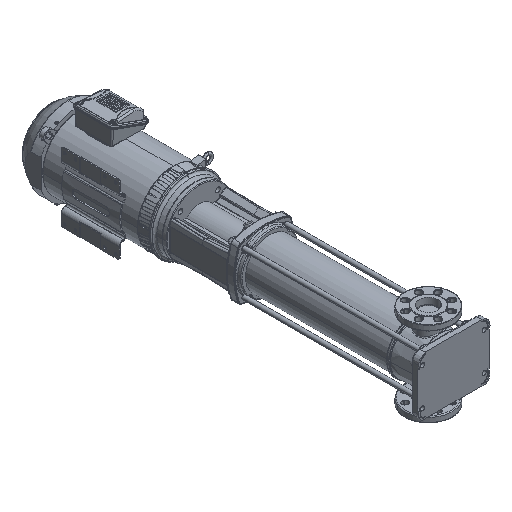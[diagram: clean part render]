
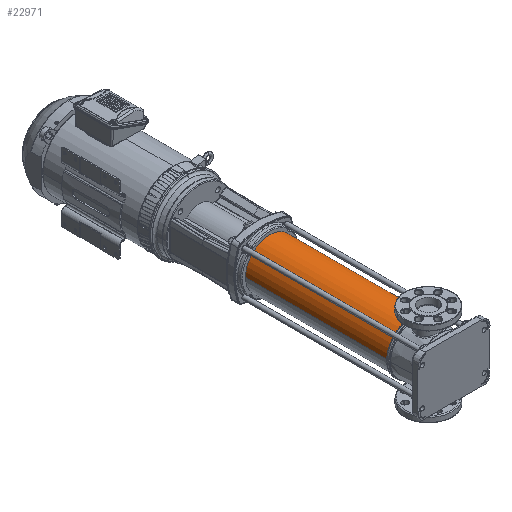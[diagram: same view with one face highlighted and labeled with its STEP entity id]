
A CAD part, isometric view. The second image highlights one B-rep face of the part: STEP entity #22971.
In plain terms, the highlighted cylindrical face has radius 85.35 mm (diameter 170.7 mm), a partial arc.
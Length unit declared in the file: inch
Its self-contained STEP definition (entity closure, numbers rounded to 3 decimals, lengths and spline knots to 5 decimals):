
#12207 = DIRECTION ( 'NONE',  ( 0., 1., 0. ) ) ;
#16208 = CARTESIAN_POINT ( 'NONE',  ( 0., 2.20472, 3.36024 ) ) ;
#16281 = AXIS2_PLACEMENT_3D ( 'NONE', #125308, #12207, #141146 ) ;
#20971 = AXIS2_PLACEMENT_3D ( 'NONE', #114185, #45849, #115113 ) ;
#21161 = CARTESIAN_POINT ( 'NONE',  ( 0., 21.74016, 3.36024 ) ) ;
#22971 = ADVANCED_FACE ( 'NONE', ( #25296 ), #39265, .T. ) ;
#24295 = DIRECTION ( 'NONE',  ( 0., -1., 0. ) ) ;
#25296 = FACE_OUTER_BOUND ( 'NONE', #184282, .T. ) ;
#39024 = EDGE_CURVE ( 'NONE', #41692, #126351, #176090, .T. ) ;
#39186 = DIRECTION ( 'NONE',  ( 0., 0., 1. ) ) ;
#39265 = CYLINDRICAL_SURFACE ( 'NONE', #16281, 3.36024 ) ;
#41692 = VERTEX_POINT ( 'NONE', #44971 ) ;
#41821 = EDGE_CURVE ( 'NONE', #45702, #104616, #146143, .T. ) ;
#44971 = CARTESIAN_POINT ( 'NONE',  ( 0., 2.20472, -3.36024 ) ) ;
#45702 = VERTEX_POINT ( 'NONE', #16208 ) ;
#45849 = DIRECTION ( 'NONE',  ( 0., 1., 0. ) ) ;
#47085 = CARTESIAN_POINT ( 'NONE',  ( 0., 1.70079, -3.36024 ) ) ;
#54151 = CARTESIAN_POINT ( 'NONE',  ( 0., 21.74016, 0. ) ) ;
#70119 = VECTOR ( 'NONE', #75125, 39.37008 ) ;
#75125 = DIRECTION ( 'NONE',  ( 0., 1., 0. ) ) ;
#75800 = ORIENTED_EDGE ( 'NONE', *, *, #108213, .T. ) ;
#75985 = EDGE_CURVE ( 'NONE', #41692, #45702, #134478, .T. ) ;
#88630 = VECTOR ( 'NONE', #161122, 39.37008 ) ;
#104616 = VERTEX_POINT ( 'NONE', #21161 ) ;
#106901 = CIRCLE ( 'NONE', #148684, 3.36024 ) ;
#108213 = EDGE_CURVE ( 'NONE', #104616, #126351, #106901, .T. ) ;
#114185 = CARTESIAN_POINT ( 'NONE',  ( 0., 2.20472, 0. ) ) ;
#115113 = DIRECTION ( 'NONE',  ( 0., 0., 1. ) ) ;
#119516 = ORIENTED_EDGE ( 'NONE', *, *, #75985, .T. ) ;
#125308 = CARTESIAN_POINT ( 'NONE',  ( 0., 1.70079, 0. ) ) ;
#126351 = VERTEX_POINT ( 'NONE', #161765 ) ;
#134478 = CIRCLE ( 'NONE', #20971, 3.36024 ) ;
#141146 = DIRECTION ( 'NONE',  ( 0., 0., 1. ) ) ;
#146143 = LINE ( 'NONE', #162041, #88630 ) ;
#148684 = AXIS2_PLACEMENT_3D ( 'NONE', #54151, #24295, #39186 ) ;
#161122 = DIRECTION ( 'NONE',  ( 0., 1., 0. ) ) ;
#161765 = CARTESIAN_POINT ( 'NONE',  ( 0., 21.74016, -3.36024 ) ) ;
#162041 = CARTESIAN_POINT ( 'NONE',  ( 0., 1.70079, 3.36024 ) ) ;
#173791 = ORIENTED_EDGE ( 'NONE', *, *, #41821, .T. ) ;
#176090 = LINE ( 'NONE', #47085, #70119 ) ;
#183051 = ORIENTED_EDGE ( 'NONE', *, *, #39024, .F. ) ;
#184282 = EDGE_LOOP ( 'NONE', ( #183051, #119516, #173791, #75800 ) ) ;
